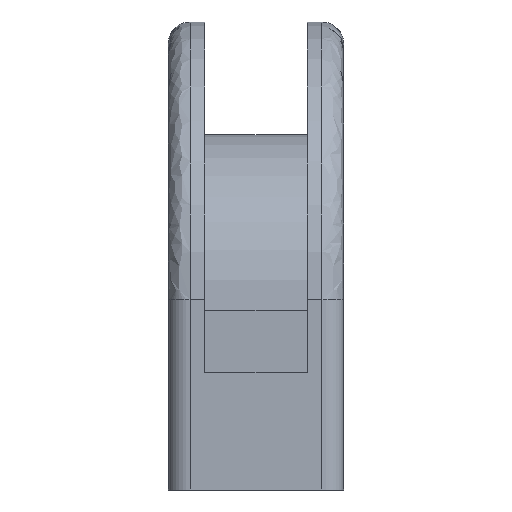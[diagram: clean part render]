
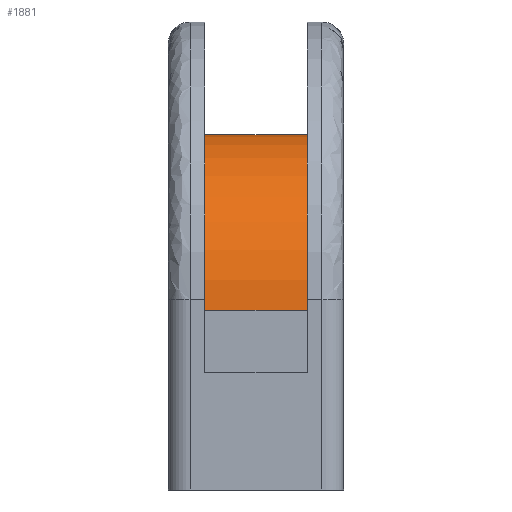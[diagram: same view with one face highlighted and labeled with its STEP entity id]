
A CAD part, left-side view. The second image highlights one B-rep face of the part: STEP entity #1881.
In plain terms, the highlighted cylindrical face has radius 12 mm (diameter 24 mm), a partial arc.
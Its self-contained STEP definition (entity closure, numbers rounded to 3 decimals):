
#107 = CARTESIAN_POINT ( 'NONE',  ( 4., 0., 12.3 ) ) ;
#115 = CYLINDRICAL_SURFACE ( 'NONE', #215, 12. ) ;
#126 = DIRECTION ( 'NONE',  ( 0., -1., 0. ) ) ;
#215 = AXIS2_PLACEMENT_3D ( 'NONE', #2656, #126, #329 ) ;
#253 = DIRECTION ( 'NONE',  ( 0., 0., -1. ) ) ;
#329 = DIRECTION ( 'NONE',  ( 0., 0., -1. ) ) ;
#372 = VECTOR ( 'NONE', #1765, 1000. ) ;
#559 = ORIENTED_EDGE ( 'NONE', *, *, #1991, .T. ) ;
#589 = VERTEX_POINT ( 'NONE', #2466 ) ;
#599 = ORIENTED_EDGE ( 'NONE', *, *, #860, .T. ) ;
#675 = DIRECTION ( 'NONE',  ( 0., 0., -1. ) ) ;
#694 = DIRECTION ( 'NONE',  ( 0., -1., 0. ) ) ;
#795 = CARTESIAN_POINT ( 'NONE',  ( 16., 3.5, 24.3 ) ) ;
#860 = EDGE_CURVE ( 'NONE', #2277, #962, #1961, .T. ) ;
#920 = EDGE_CURVE ( 'NONE', #1337, #2277, #2163, .T. ) ;
#962 = VERTEX_POINT ( 'NONE', #1169 ) ;
#992 = ORIENTED_EDGE ( 'NONE', *, *, #920, .T. ) ;
#1098 = CARTESIAN_POINT ( 'NONE',  ( 16., -3.5, 24.3 ) ) ;
#1169 = CARTESIAN_POINT ( 'NONE',  ( 4., 3.5, 12.3 ) ) ;
#1191 = EDGE_LOOP ( 'NONE', ( #992, #599, #1251, #559 ) ) ;
#1251 = ORIENTED_EDGE ( 'NONE', *, *, #2260, .T. ) ;
#1301 = CARTESIAN_POINT ( 'NONE',  ( 16., -3.5, 12.3 ) ) ;
#1337 = VERTEX_POINT ( 'NONE', #1098 ) ;
#1366 = DIRECTION ( 'NONE',  ( 0., 1., 0. ) ) ;
#1442 = CIRCLE ( 'NONE', #1565, 12. ) ;
#1485 = AXIS2_PLACEMENT_3D ( 'NONE', #1502, #694, #253 ) ;
#1502 = CARTESIAN_POINT ( 'NONE',  ( 16., 3.5, 12.3 ) ) ;
#1565 = AXIS2_PLACEMENT_3D ( 'NONE', #1301, #2521, #675 ) ;
#1765 = DIRECTION ( 'NONE',  ( 0., -1., 0. ) ) ;
#1832 = LINE ( 'NONE', #107, #372 ) ;
#1881 = ADVANCED_FACE ( 'NONE', ( #2442 ), #115, .T. ) ;
#1961 = CIRCLE ( 'NONE', #1485, 12. ) ;
#1991 = EDGE_CURVE ( 'NONE', #589, #1337, #1442, .T. ) ;
#2163 = LINE ( 'NONE', #2591, #2519 ) ;
#2260 = EDGE_CURVE ( 'NONE', #962, #589, #1832, .T. ) ;
#2277 = VERTEX_POINT ( 'NONE', #795 ) ;
#2442 = FACE_OUTER_BOUND ( 'NONE', #1191, .T. ) ;
#2466 = CARTESIAN_POINT ( 'NONE',  ( 4., -3.5, 12.3 ) ) ;
#2519 = VECTOR ( 'NONE', #1366, 1000. ) ;
#2521 = DIRECTION ( 'NONE',  ( 0., 1., 0. ) ) ;
#2591 = CARTESIAN_POINT ( 'NONE',  ( 16., 0., 24.3 ) ) ;
#2656 = CARTESIAN_POINT ( 'NONE',  ( 16., 0., 12.3 ) ) ;
